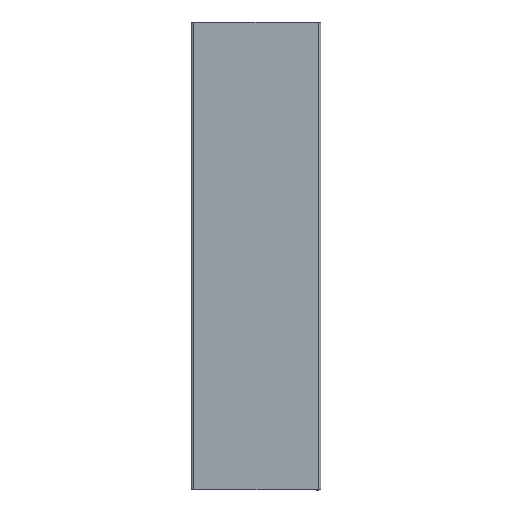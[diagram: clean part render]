
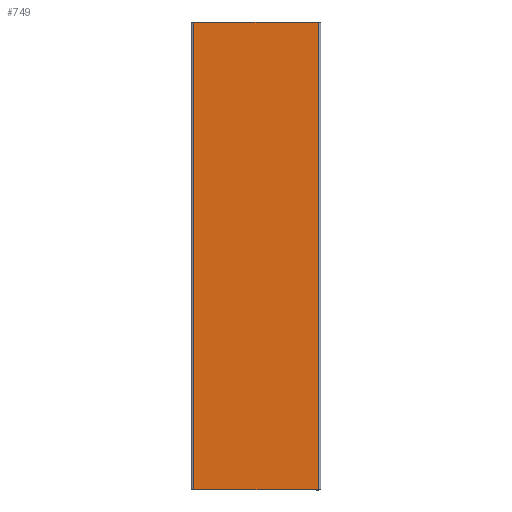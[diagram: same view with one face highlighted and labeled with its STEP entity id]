
A CAD part, top view. The second image highlights one B-rep face of the part: STEP entity #749.
In plain terms, the highlighted planar face has unit normal (0, 0, 1).
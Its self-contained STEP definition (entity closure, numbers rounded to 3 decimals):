
#36 = LINE ( 'NONE', #747, #695 ) ;
#99 = CARTESIAN_POINT ( 'NONE',  ( 5., 900., 0. ) ) ;
#109 = CARTESIAN_POINT ( 'NONE',  ( 5., 900., 0. ) ) ;
#193 = ORIENTED_EDGE ( 'NONE', *, *, #440, .T. ) ;
#395 = DIRECTION ( 'NONE',  ( 1., 0., 0. ) ) ;
#416 = CARTESIAN_POINT ( 'NONE',  ( 5., 0., 0. ) ) ;
#435 = AXIS2_PLACEMENT_3D ( 'NONE', #887, #1345, #1109 ) ;
#440 = EDGE_CURVE ( 'NONE', #738, #636, #1249, .T. ) ;
#445 = FACE_OUTER_BOUND ( 'NONE', #1332, .T. ) ;
#450 = VERTEX_POINT ( 'NONE', #601 ) ;
#549 = VECTOR ( 'NONE', #1188, 1000. ) ;
#598 = CARTESIAN_POINT ( 'NONE',  ( 0., 0., 0. ) ) ;
#601 = CARTESIAN_POINT ( 'NONE',  ( 245., 900., 0. ) ) ;
#636 = VERTEX_POINT ( 'NONE', #1114 ) ;
#695 = VECTOR ( 'NONE', #395, 1000. ) ;
#722 = DIRECTION ( 'NONE',  ( 0., 1., 0. ) ) ;
#738 = VERTEX_POINT ( 'NONE', #416 ) ;
#747 = CARTESIAN_POINT ( 'NONE',  ( 0., 900., 0. ) ) ;
#749 = ADVANCED_FACE ( 'NONE', ( #445 ), #765, .F. ) ;
#765 = PLANE ( 'NONE',  #435 ) ;
#814 = DIRECTION ( 'NONE',  ( 0., -1., 0. ) ) ;
#845 = LINE ( 'NONE', #109, #1470 ) ;
#887 = CARTESIAN_POINT ( 'NONE',  ( 0., 900., 0. ) ) ;
#923 = ORIENTED_EDGE ( 'NONE', *, *, #1039, .T. ) ;
#963 = VERTEX_POINT ( 'NONE', #99 ) ;
#1039 = EDGE_CURVE ( 'NONE', #963, #738, #845, .T. ) ;
#1082 = ORIENTED_EDGE ( 'NONE', *, *, #1402, .F. ) ;
#1109 = DIRECTION ( 'NONE',  ( -1., 0., 0. ) ) ;
#1114 = CARTESIAN_POINT ( 'NONE',  ( 245., 0., 0. ) ) ;
#1188 = DIRECTION ( 'NONE',  ( 1., 0., 0. ) ) ;
#1249 = LINE ( 'NONE', #598, #549 ) ;
#1291 = EDGE_CURVE ( 'NONE', #636, #450, #1373, .T. ) ;
#1298 = CARTESIAN_POINT ( 'NONE',  ( 245., 900., 0. ) ) ;
#1304 = VECTOR ( 'NONE', #722, 1000. ) ;
#1332 = EDGE_LOOP ( 'NONE', ( #1082, #923, #193, #1434 ) ) ;
#1345 = DIRECTION ( 'NONE',  ( 0., 0., -1. ) ) ;
#1373 = LINE ( 'NONE', #1298, #1304 ) ;
#1402 = EDGE_CURVE ( 'NONE', #963, #450, #36, .T. ) ;
#1434 = ORIENTED_EDGE ( 'NONE', *, *, #1291, .T. ) ;
#1470 = VECTOR ( 'NONE', #814, 1000. ) ;
